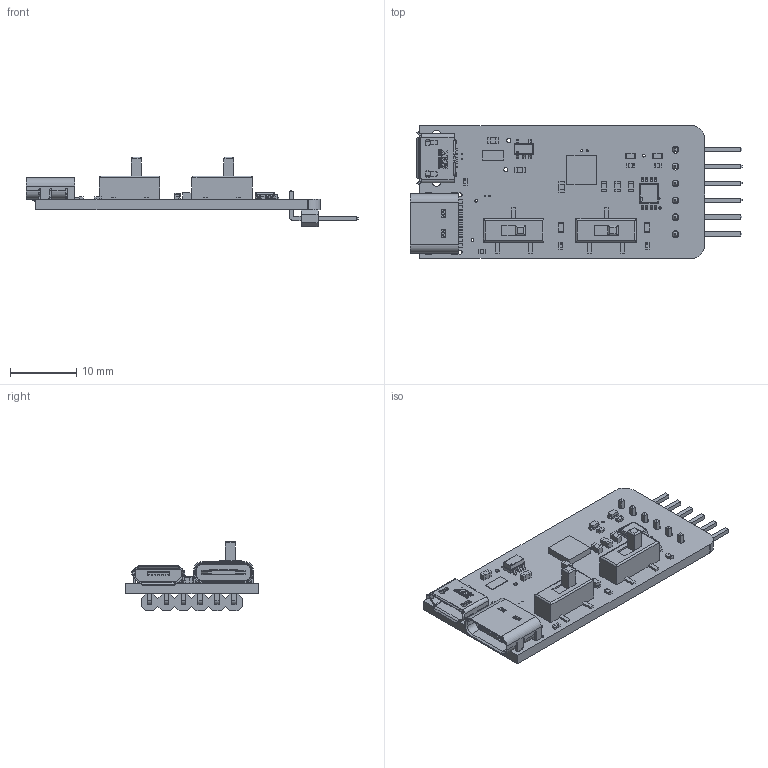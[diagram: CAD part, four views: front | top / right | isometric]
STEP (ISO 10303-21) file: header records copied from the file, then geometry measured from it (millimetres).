
FILE_DESCRIPTION(/* description */ (''),/* implementation_level */ '2;1');
FILE_NAME(/* name */ 'CH9102-Programmer.step',/* time_stamp */ '2022-06-23T16:49:53+02:00',/* author */ (''),/* organization */ (''),/* preprocessor_version */ 'ST-DEVELOPER v19',/* originating_system */ 'Autodesk Translation Framework v11.7.0.108',/* authorisation */ '');
FILE_SCHEMA (('AUTOMOTIVE_DESIGN { 1 0 10303 214 3 1 1 }'));
Length unit declared in the file: millimetre
Products named in the file (22): CH9102-Programmer; Board; Packages; LASKAKIT_HEART_4MM; LASKKIT_20MM_SILKSCREEN; 1X06/90; U254-051T-4BH23-S2B; USBC_USB-C-16P-5; CHIP-LED0603; QFN24-4X4; VSSOP-8; BODY_MUA08A; LEAD_MUA08A; SOT23-5; Body; PinsArrayL; PinsArrayR; TA-3530A-A2; CHIP-LED0603 (1); 0805L; C0603; R0402
Assembly tree (41 placements, depth 4):
  CH9102-Programmer
    Board
    Packages
      LASKAKIT_HEART_4MM
      LASKKIT_20MM_SILKSCREEN
      1X06/90
      U254-051T-4BH23-S2B
      USBC_USB-C-16P-5
      CHIP-LED0603  x2
      QFN24-4X4
      VSSOP-8
        BODY_MUA08A
        LEAD_MUA08A  x8
      SOT23-5
        Body
        PinsArrayL
        PinsArrayR
      TA-3530A-A2  x2
      CHIP-LED0603 (1)  x2
      0805L
      C0603  x6
      R0402  x6
Bounding box: 49.94 x 20 x 10.49 mm (x, y, z)
Volume: 1864.6 mm3; surface area: 3720.8 mm2
Topology: 62 solids, 62 shells, 2425 faces, 6286 edges, 4022 vertices
Faces by surface type: plane 1816, cylinder 474, sphere 111, torus 12, bspline 6, cone 6
Full cylindrical faces by diameter (mm): 0.2 x4, 0.203 x1, 0.3 x6, 0.35 x1, 0.4 x3, 0.5 x2, 0.55 x1, 0.6 x5, 0.75 x2, 1.016 x6, 1.25 x2
Entity records: 60001 total; most frequent: CARTESIAN_POINT 10671, ORIENTED_EDGE 10196, DIRECTION 9621, EDGE_CURVE 5098, LINE 4429, VECTOR 4429, VERTEX_POINT 3318, AXIS2_PLACEMENT_3D 2596
